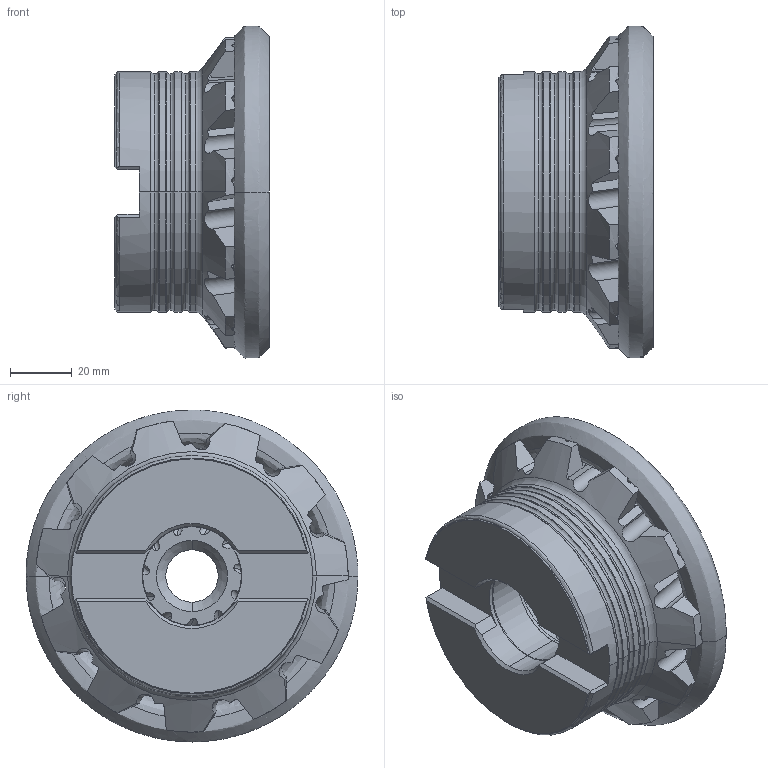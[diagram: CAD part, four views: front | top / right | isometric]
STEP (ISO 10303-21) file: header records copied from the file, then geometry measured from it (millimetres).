
FILE_DESCRIPTION (( 'STEP AP214' ), '1' );
FILE_NAME ('45PP-100-538-11.STEP', '2013-03-19T12:54:52', ( '' ), ( '' ), 'SwSTEP 2.0', 'SolidWorks 2013', '' );
FILE_SCHEMA (( 'AUTOMOTIVE_DESIGN' ));
Length unit declared in the file: millimetre
Products named in the file (1): 45PP-100-538-11
Bounding box: 50 x 107.5 x 107.5 mm (x, y, z)
Volume: 241347.5 mm3; surface area: 40219.5 mm2
Topology: 1 solids, 1 shells, 377 faces, 1248 edges, 809 vertices
Faces by surface type: cylinder 149, plane 123, bspline 49, torus 41, cone 15
Entity records: 18580 total; most frequent: CARTESIAN_POINT 8787, ORIENTED_EDGE 2496, DIRECTION 1573, EDGE_CURVE 1248, VERTEX_POINT 809, AXIS2_PLACEMENT_3D 613, B_SPLINE_CURVE_WITH_KNOTS 516, EDGE_LOOP 381
